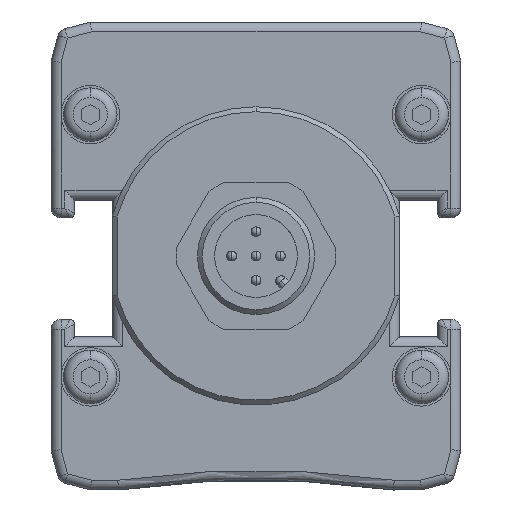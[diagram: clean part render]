
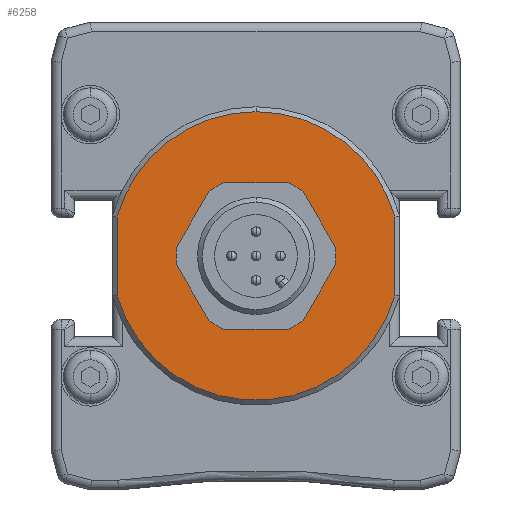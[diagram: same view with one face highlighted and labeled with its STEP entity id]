
A CAD part, front view. The second image highlights one B-rep face of the part: STEP entity #6258.
In plain terms, the highlighted planar face has unit normal (0, -1, 0).
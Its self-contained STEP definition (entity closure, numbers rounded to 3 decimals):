
#241 = AXIS2_PLACEMENT_3D ( 'NONE', #7633, #1708, #8633 ) ;
#431 = VERTEX_POINT ( 'NONE', #7050 ) ;
#563 = DIRECTION ( 'NONE',  ( 0., 0., -1. ) ) ;
#846 = CARTESIAN_POINT ( 'NONE',  ( 14.25, -119.5, -3.997 ) ) ;
#968 = DIRECTION ( 'NONE',  ( 0., 0., -1. ) ) ;
#1134 = EDGE_CURVE ( 'NONE', #2815, #9465, #8463, .T. ) ;
#1395 = EDGE_CURVE ( 'NONE', #4914, #431, #7385, .T. ) ;
#1466 = DIRECTION ( 'NONE',  ( 0., -1., 0. ) ) ;
#1489 = DIRECTION ( 'NONE',  ( 0., 0., 1. ) ) ;
#1550 = AXIS2_PLACEMENT_3D ( 'NONE', #4850, #11805, #5852 ) ;
#1690 = CARTESIAN_POINT ( 'NONE',  ( -14.25, -119.5, -3.997 ) ) ;
#1708 = DIRECTION ( 'NONE',  ( 0., -1., 0. ) ) ;
#2187 = CARTESIAN_POINT ( 'NONE',  ( 0., -119.5, 14.8 ) ) ;
#2243 = EDGE_LOOP ( 'NONE', ( #10375, #4150, #10359, #3614, #5286 ) ) ;
#2815 = VERTEX_POINT ( 'NONE', #2187 ) ;
#3097 = AXIS2_PLACEMENT_3D ( 'NONE', #3403, #1466, #8400 ) ;
#3403 = CARTESIAN_POINT ( 'NONE',  ( 0., -119.5, 0. ) ) ;
#3614 = ORIENTED_EDGE ( 'NONE', *, *, #10867, .T. ) ;
#4150 = ORIENTED_EDGE ( 'NONE', *, *, #7358, .T. ) ;
#4403 = PLANE ( 'NONE',  #3097 ) ;
#4440 = CIRCLE ( 'NONE', #241, 14.8 ) ;
#4724 = AXIS2_PLACEMENT_3D ( 'NONE', #12868, #6916, #968 ) ;
#4850 = CARTESIAN_POINT ( 'NONE',  ( 0., -119.5, 0. ) ) ;
#4914 = VERTEX_POINT ( 'NONE', #846 ) ;
#5286 = ORIENTED_EDGE ( 'NONE', *, *, #1134, .T. ) ;
#5852 = DIRECTION ( 'NONE',  ( 0., 0., -1. ) ) ;
#6258 = ADVANCED_FACE ( 'NONE', ( #7248 ), #4403, .T. ) ;
#6297 = CARTESIAN_POINT ( 'NONE',  ( -14.25, -119.5, 3.997 ) ) ;
#6916 = DIRECTION ( 'NONE',  ( 0., -1., 0. ) ) ;
#7050 = CARTESIAN_POINT ( 'NONE',  ( 14.25, -119.5, 3.997 ) ) ;
#7248 = FACE_OUTER_BOUND ( 'NONE', #2243, .T. ) ;
#7358 = EDGE_CURVE ( 'NONE', #11544, #4914, #9996, .T. ) ;
#7385 = LINE ( 'NONE', #8419, #9689 ) ;
#7633 = CARTESIAN_POINT ( 'NONE',  ( 0., -119.5, 0. ) ) ;
#8400 = DIRECTION ( 'NONE',  ( 0., 0., -1. ) ) ;
#8419 = CARTESIAN_POINT ( 'NONE',  ( 14.25, -119.5, 4.065 ) ) ;
#8463 = CIRCLE ( 'NONE', #4724, 14.8 ) ;
#8633 = DIRECTION ( 'NONE',  ( 0., 0., -1. ) ) ;
#9465 = VERTEX_POINT ( 'NONE', #6297 ) ;
#9689 = VECTOR ( 'NONE', #1489, 1000. ) ;
#9996 = CIRCLE ( 'NONE', #1550, 14.8 ) ;
#10359 = ORIENTED_EDGE ( 'NONE', *, *, #1395, .T. ) ;
#10375 = ORIENTED_EDGE ( 'NONE', *, *, #10744, .T. ) ;
#10638 = VECTOR ( 'NONE', #563, 1000. ) ;
#10744 = EDGE_CURVE ( 'NONE', #9465, #11544, #10959, .T. ) ;
#10867 = EDGE_CURVE ( 'NONE', #431, #2815, #4440, .T. ) ;
#10959 = LINE ( 'NONE', #12457, #10638 ) ;
#11544 = VERTEX_POINT ( 'NONE', #1690 ) ;
#11805 = DIRECTION ( 'NONE',  ( 0., -1., 0. ) ) ;
#12457 = CARTESIAN_POINT ( 'NONE',  ( -14.25, -119.5, 0. ) ) ;
#12868 = CARTESIAN_POINT ( 'NONE',  ( 0., -119.5, 0. ) ) ;
